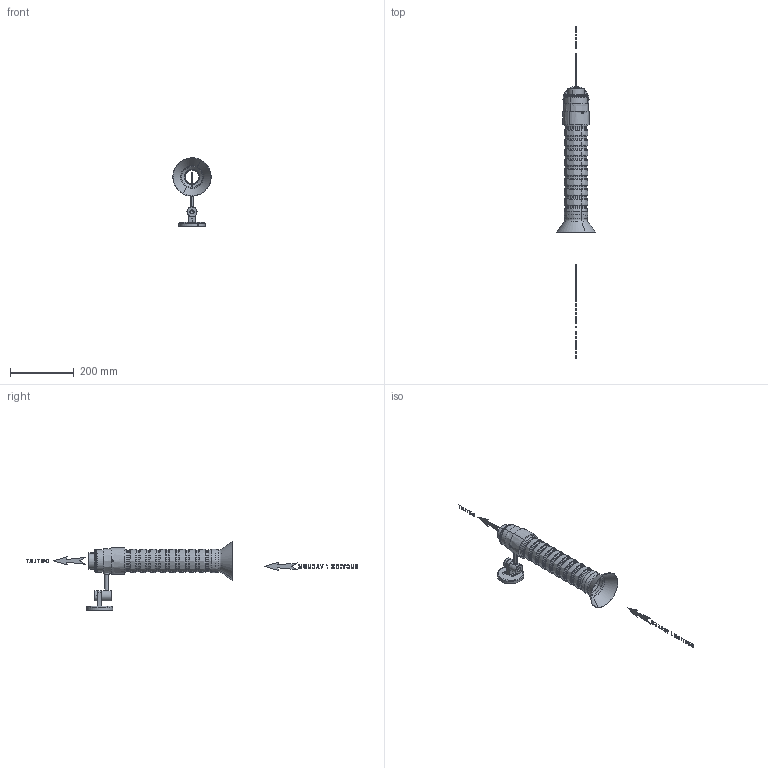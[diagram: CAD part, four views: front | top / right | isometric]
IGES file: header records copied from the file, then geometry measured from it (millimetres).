
Start section: START RECORD GO HERE.
Global section: file name: 40002 with MB, Pipe & Round Nozzle.igs; native system: DASSAULT SYSTEMES CATIA V5 R20 - www.3ds.com; preprocessor: CATIA Version 5 Release 20 ; author: DESIGNENG; organization: DESIGNENG; date: 20150526.175114; units: millimetre
Bounding box: 119.97 x 1038.44 x 214.1 mm (x, y, z)
Volume: 399515 mm3; surface area: 285365.6 mm2
Topology: 34 solids, 34 shells, 1825 faces, 4858 edges, 3170 vertices
Faces by surface type: plane 545, revolution 458, extrusion 417, bspline 405
